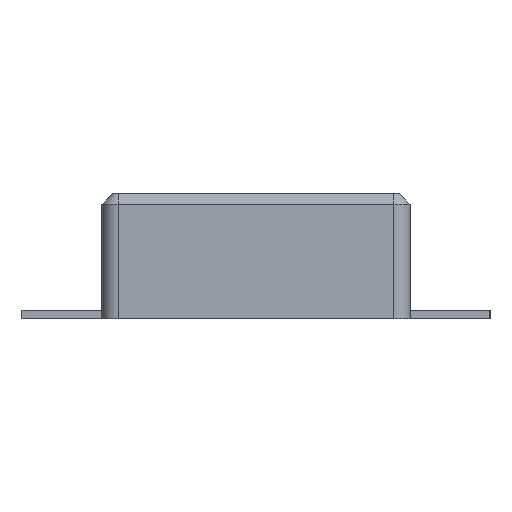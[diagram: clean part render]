
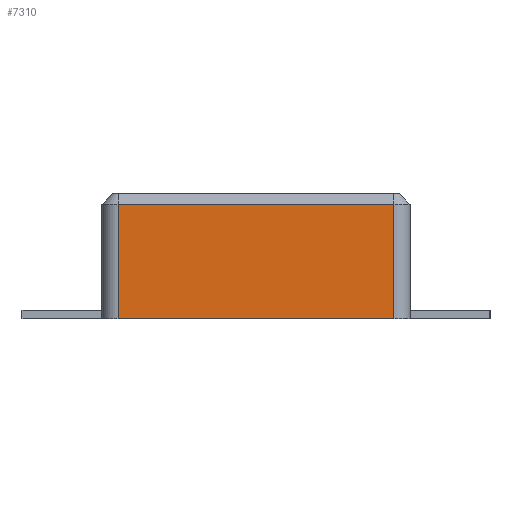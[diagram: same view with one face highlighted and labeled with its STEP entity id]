
A CAD part, left-side view. The second image highlights one B-rep face of the part: STEP entity #7310.
In plain terms, the highlighted planar face has unit normal (-1, 0, 0).
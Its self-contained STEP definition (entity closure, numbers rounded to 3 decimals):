
#13=DIRECTION('',(0.,0.,1.));
#62=VECTOR('',#13,1.);
#80=VECTOR('',#81,1.);
#81=DIRECTION('',(0.,-1.,0.));
#84=DIRECTION('',(1.,0.,0.));
#3329=VERTEX_POINT('',#3330);
#3330=CARTESIAN_POINT('',(-6.975,1.265,0.));
#3335=ORIENTED_EDGE('',*,*,#3336,.T.);
#3336=EDGE_CURVE('',#3329,#3337,#3339,.T.);
#3337=VERTEX_POINT('',#3338);
#3338=CARTESIAN_POINT('',(-6.975,1.265,1.05));
#3339=LINE('',#3330,#62);
#3355=VERTEX_POINT('',#3356);
#3356=CARTESIAN_POINT('',(-6.975,-1.265,0.));
#3360=ORIENTED_EDGE('',*,*,#3361,.F.);
#3361=EDGE_CURVE('',#3329,#3355,#3362,.T.);
#3362=LINE('',#3363,#80);
#3363=CARTESIAN_POINT('',(-6.975,1.415,0.));
#7310=ADVANCED_FACE('',(#7311),#7321,.F.);
#7311=FACE_BOUND('',#7312,.F.);
#7312=EDGE_LOOP('',(#3335,#7313,#7318,#3360));
#7313=ORIENTED_EDGE('',*,*,#7314,.T.);
#7314=EDGE_CURVE('',#3337,#7315,#7317,.T.);
#7315=VERTEX_POINT('',#7316);
#7316=CARTESIAN_POINT('',(-6.975,-1.265,1.05));
#7317=LINE('',#3338,#80);
#7318=ORIENTED_EDGE('',*,*,#7319,.F.);
#7319=EDGE_CURVE('',#3355,#7315,#7320,.T.);
#7320=LINE('',#3356,#62);
#7321=PLANE('',#7322);
#7322=AXIS2_PLACEMENT_3D('',#3363,#84,#81);
